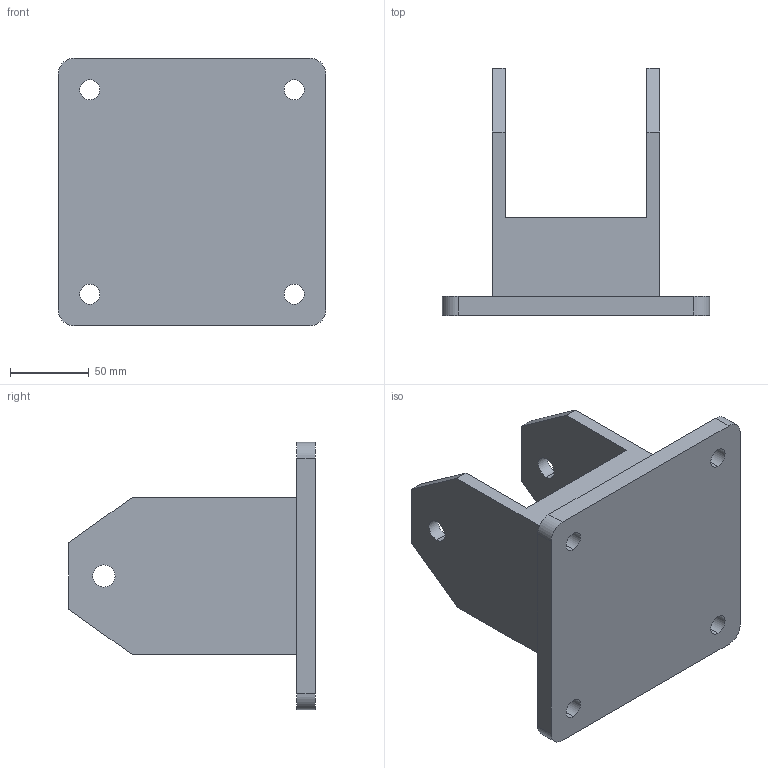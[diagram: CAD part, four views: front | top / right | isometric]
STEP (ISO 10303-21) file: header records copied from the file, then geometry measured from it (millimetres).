
FILE_DESCRIPTION (( 'STEP AP214' ), '1' );
FILE_NAME ('0015121_HD-B-150.step', '2018-08-07T06:48:46', ( 'Windows-Benutzer' ), ( '' ), 'SwSTEP 2.0', 'SolidWorks 2018', '' );
FILE_SCHEMA (( 'AUTOMOTIVE_DESIGN' ));
Length unit declared in the file: millimetre
Products named in the file (1): 0015121_HD-B-150
Bounding box: 170 x 157 x 170 mm (x, y, z)
Volume: 647858.4 mm3; surface area: 139963.1 mm2
Topology: 1 solids, 1 shells, 39 faces, 108 edges, 72 vertices
Faces by surface type: plane 23, cylinder 16
Entity records: 1312 total; most frequent: CARTESIAN_POINT 220, DIRECTION 220, ORIENTED_EDGE 216, EDGE_CURVE 108, LINE 76, VECTOR 76, AXIS2_PLACEMENT_3D 72, VERTEX_POINT 72
